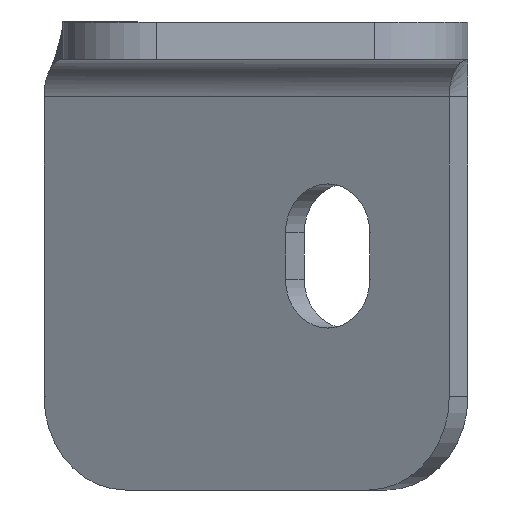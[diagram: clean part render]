
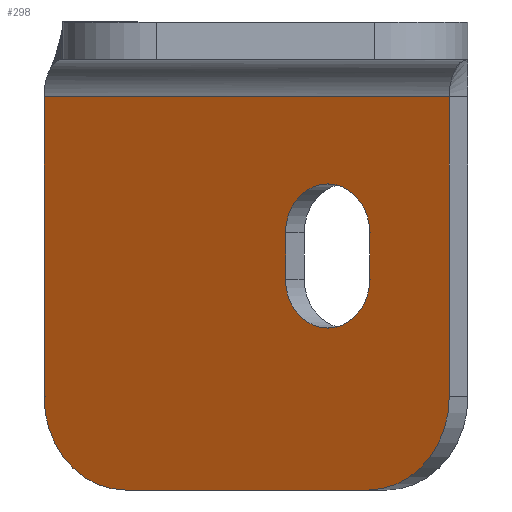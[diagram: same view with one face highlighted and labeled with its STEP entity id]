
A CAD part, front view. The second image highlights one B-rep face of the part: STEP entity #298.
In plain terms, the highlighted planar face has unit normal (-0.5, -0.866, 0).
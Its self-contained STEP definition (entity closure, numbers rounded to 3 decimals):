
#9 = ORIENTED_EDGE ( 'NONE', *, *, #844, .F. ) ;
#13 = DIRECTION ( 'NONE',  ( 0.5, 0.866, 0. ) ) ;
#15 = VERTEX_POINT ( 'NONE', #752 ) ;
#20 = DIRECTION ( 'NONE',  ( 0., 0., -1. ) ) ;
#22 = VECTOR ( 'NONE', #20, 1000. ) ;
#29 = CARTESIAN_POINT ( 'NONE',  ( -617.17, -1078.97, -24.996 ) ) ;
#33 = FACE_BOUND ( 'NONE', #377, .T. ) ;
#42 = CARTESIAN_POINT ( 'NONE',  ( -643.144, -1063.974, -14.996 ) ) ;
#44 = ORIENTED_EDGE ( 'NONE', *, *, #647, .T. ) ;
#57 = DIRECTION ( 'NONE',  ( -0.5, -0.866, 0. ) ) ;
#80 = CIRCLE ( 'NONE', #694, 10. ) ;
#104 = VERTEX_POINT ( 'NONE', #255 ) ;
#128 = EDGE_CURVE ( 'NONE', #738, #15, #306, .T. ) ;
#137 = DIRECTION ( 'NONE',  ( 0., 0., 1. ) ) ;
#149 = LINE ( 'NONE', #702, #491 ) ;
#154 = LINE ( 'NONE', #361, #22 ) ;
#167 = VERTEX_POINT ( 'NONE', #630 ) ;
#186 = DIRECTION ( 'NONE',  ( -0.866, 0.5, 0. ) ) ;
#189 = EDGE_CURVE ( 'NONE', #588, #738, #424, .T. ) ;
#205 = AXIS2_PLACEMENT_3D ( 'NONE', #799, #310, #297 ) ;
#227 = LINE ( 'NONE', #497, #781 ) ;
#229 = EDGE_CURVE ( 'NONE', #452, #513, #612, .T. ) ;
#255 = CARTESIAN_POINT ( 'NONE',  ( -651.804, -1058.974, 17. ) ) ;
#258 = CARTESIAN_POINT ( 'NONE',  ( -608.51, -1083.97, 17. ) ) ;
#262 = CARTESIAN_POINT ( 'NONE',  ( -616.997, -1079.07, -2.5 ) ) ;
#263 = VECTOR ( 'NONE', #481, 1000. ) ;
#289 = CARTESIAN_POINT ( 'NONE',  ( -608.51, -1083.97, 17. ) ) ;
#293 = AXIS2_PLACEMENT_3D ( 'NONE', #569, #852, #354 ) ;
#297 = DIRECTION ( 'NONE',  ( 0.866, -0.5, 0. ) ) ;
#298 = ADVANCED_FACE ( 'NONE', ( #33, #787 ), #430, .T. ) ;
#306 = CIRCLE ( 'NONE', #293, 10. ) ;
#310 = DIRECTION ( 'NONE',  ( -0.5, -0.866, 0. ) ) ;
#315 = ORIENTED_EDGE ( 'NONE', *, *, #128, .T. ) ;
#324 = EDGE_CURVE ( 'NONE', #167, #452, #874, .T. ) ;
#334 = AXIS2_PLACEMENT_3D ( 'NONE', #684, #398, #186 ) ;
#340 = DIRECTION ( 'NONE',  ( -0.866, 0.5, 0. ) ) ;
#341 = CARTESIAN_POINT ( 'NONE',  ( -643.144, -1063.974, -24.996 ) ) ;
#347 = EDGE_CURVE ( 'NONE', #854, #104, #227, .T. ) ;
#354 = DIRECTION ( 'NONE',  ( 0.866, -0.5, 0. ) ) ;
#361 = CARTESIAN_POINT ( 'NONE',  ( -616.997, -1079.07, -143.019 ) ) ;
#377 = EDGE_LOOP ( 'NONE', ( #662, #833, #583, #561 ) ) ;
#384 = EDGE_CURVE ( 'NONE', #810, #167, #502, .T. ) ;
#394 = LINE ( 'NONE', #258, #422 ) ;
#398 = DIRECTION ( 'NONE',  ( 0.5, 0.866, 0. ) ) ;
#422 = VECTOR ( 'NONE', #449, 1000. ) ;
#424 = LINE ( 'NONE', #554, #263 ) ;
#430 = PLANE ( 'NONE',  #205 ) ;
#441 = EDGE_LOOP ( 'NONE', ( #461, #315, #44, #9, #593, #894 ) ) ;
#449 = DIRECTION ( 'NONE',  ( 0.866, -0.5, 0. ) ) ;
#452 = VERTEX_POINT ( 'NONE', #751 ) ;
#461 = ORIENTED_EDGE ( 'NONE', *, *, #189, .T. ) ;
#481 = DIRECTION ( 'NONE',  ( 0.866, -0.5, 0. ) ) ;
#491 = VECTOR ( 'NONE', #137, 1000. ) ;
#497 = CARTESIAN_POINT ( 'NONE',  ( -651.804, -1058.974, -143.019 ) ) ;
#500 = CARTESIAN_POINT ( 'NONE',  ( -626.003, -1073.87, -143.019 ) ) ;
#502 = CIRCLE ( 'NONE', #334, 5.2 ) ;
#506 = DIRECTION ( 'NONE',  ( 0., 0., 1. ) ) ;
#513 = VERTEX_POINT ( 'NONE', #673 ) ;
#551 = VECTOR ( 'NONE', #796, 1000. ) ;
#554 = CARTESIAN_POINT ( 'NONE',  ( -608.51, -1083.97, -24.996 ) ) ;
#561 = ORIENTED_EDGE ( 'NONE', *, *, #229, .T. ) ;
#569 = CARTESIAN_POINT ( 'NONE',  ( -617.17, -1078.97, -14.996 ) ) ;
#583 = ORIENTED_EDGE ( 'NONE', *, *, #324, .T. ) ;
#588 = VERTEX_POINT ( 'NONE', #341 ) ;
#593 = ORIENTED_EDGE ( 'NONE', *, *, #347, .F. ) ;
#601 = VERTEX_POINT ( 'NONE', #289 ) ;
#612 = CIRCLE ( 'NONE', #674, 5.2 ) ;
#630 = CARTESIAN_POINT ( 'NONE',  ( -626.003, -1073.87, -2.5 ) ) ;
#647 = EDGE_CURVE ( 'NONE', #15, #601, #149, .T. ) ;
#662 = ORIENTED_EDGE ( 'NONE', *, *, #687, .T. ) ;
#673 = CARTESIAN_POINT ( 'NONE',  ( -616.997, -1079.07, 2.5 ) ) ;
#674 = AXIS2_PLACEMENT_3D ( 'NONE', #712, #13, #340 ) ;
#684 = CARTESIAN_POINT ( 'NONE',  ( -621.5, -1076.47, -2.5 ) ) ;
#687 = EDGE_CURVE ( 'NONE', #513, #810, #154, .T. ) ;
#694 = AXIS2_PLACEMENT_3D ( 'NONE', #42, #57, #896 ) ;
#702 = CARTESIAN_POINT ( 'NONE',  ( -608.51, -1083.97, -143.019 ) ) ;
#712 = CARTESIAN_POINT ( 'NONE',  ( -621.5, -1076.47, 2.5 ) ) ;
#738 = VERTEX_POINT ( 'NONE', #29 ) ;
#740 = CARTESIAN_POINT ( 'NONE',  ( -651.804, -1058.974, -14.996 ) ) ;
#751 = CARTESIAN_POINT ( 'NONE',  ( -626.003, -1073.87, 2.5 ) ) ;
#752 = CARTESIAN_POINT ( 'NONE',  ( -608.51, -1083.97, -14.996 ) ) ;
#781 = VECTOR ( 'NONE', #506, 1000. ) ;
#787 = FACE_OUTER_BOUND ( 'NONE', #441, .T. ) ;
#796 = DIRECTION ( 'NONE',  ( 0., 0., 1. ) ) ;
#799 = CARTESIAN_POINT ( 'NONE',  ( -608.51, -1083.97, -143.019 ) ) ;
#810 = VERTEX_POINT ( 'NONE', #262 ) ;
#833 = ORIENTED_EDGE ( 'NONE', *, *, #384, .T. ) ;
#844 = EDGE_CURVE ( 'NONE', #104, #601, #394, .T. ) ;
#852 = DIRECTION ( 'NONE',  ( -0.5, -0.866, 0. ) ) ;
#854 = VERTEX_POINT ( 'NONE', #740 ) ;
#874 = LINE ( 'NONE', #500, #551 ) ;
#886 = EDGE_CURVE ( 'NONE', #854, #588, #80, .T. ) ;
#894 = ORIENTED_EDGE ( 'NONE', *, *, #886, .T. ) ;
#896 = DIRECTION ( 'NONE',  ( 0.866, -0.5, 0. ) ) ;
